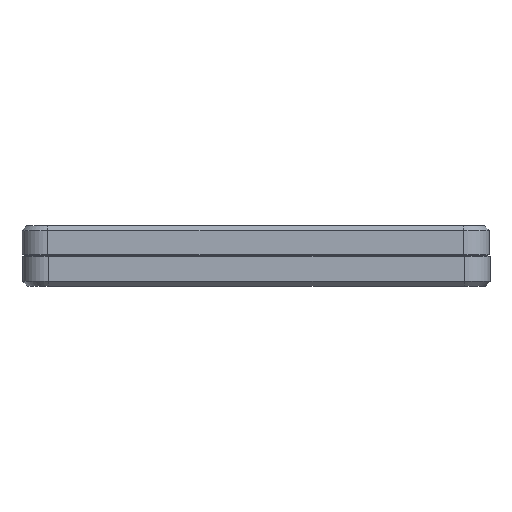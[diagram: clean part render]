
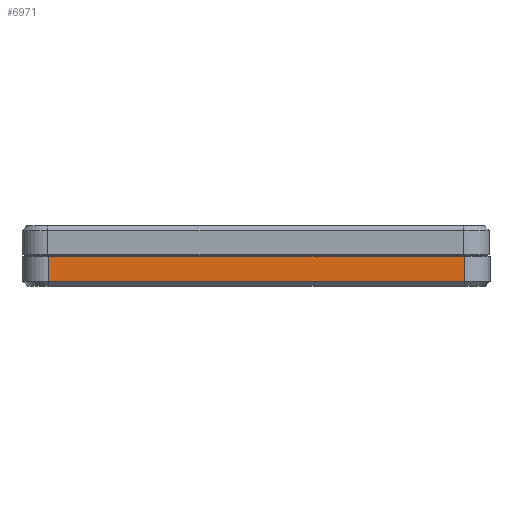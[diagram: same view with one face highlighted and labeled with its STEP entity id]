
A CAD part, front view. The second image highlights one B-rep face of the part: STEP entity #6971.
In plain terms, the highlighted planar face has unit normal (0, -1, 0).
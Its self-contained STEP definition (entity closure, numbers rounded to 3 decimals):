
#314=PLANE('',#7448);
#556=FACE_OUTER_BOUND('',#971,.T.);
#971=EDGE_LOOP('',(#4954,#4955,#4956,#4957));
#1657=LINE('',#10588,#2369);
#1692=LINE('',#10685,#2404);
#1693=LINE('',#10688,#2405);
#1694=LINE('',#10689,#2406);
#2369=VECTOR('',#8135,10.);
#2404=VECTOR('',#8228,10.);
#2405=VECTOR('',#8231,10.);
#2406=VECTOR('',#8232,10.);
#3103=VERTEX_POINT('',#10582);
#3104=VERTEX_POINT('',#10586);
#3137=VERTEX_POINT('',#10683);
#3138=VERTEX_POINT('',#10687);
#3784=EDGE_CURVE('',#3103,#3104,#1657,.T.);
#3831=EDGE_CURVE('',#3103,#3137,#1692,.T.);
#3832=EDGE_CURVE('',#3137,#3138,#1693,.T.);
#3833=EDGE_CURVE('',#3104,#3138,#1694,.T.);
#4954=ORIENTED_EDGE('',*,*,#3832,.T.);
#4955=ORIENTED_EDGE('',*,*,#3833,.F.);
#4956=ORIENTED_EDGE('',*,*,#3784,.F.);
#4957=ORIENTED_EDGE('',*,*,#3831,.T.);
#6971=ADVANCED_FACE('',(#556),#314,.T.);
#7448=AXIS2_PLACEMENT_3D('',#10686,#8229,#8230);
#8135=DIRECTION('',(-1.,0.,0.));
#8228=DIRECTION('',(0.,0.,1.));
#8229=DIRECTION('center_axis',(0.,-1.,0.));
#8230=DIRECTION('ref_axis',(1.,0.,0.));
#8231=DIRECTION('',(-1.,0.,0.));
#8232=DIRECTION('',(0.,0.,1.));
#10582=CARTESIAN_POINT('',(131.95,-47.221,-10.54));
#10586=CARTESIAN_POINT('',(45.95,-47.221,-10.54));
#10588=CARTESIAN_POINT('',(67.45,-47.221,-10.54));
#10683=CARTESIAN_POINT('',(131.95,-47.221,-5.3));
#10685=CARTESIAN_POINT('',(131.95,-47.221,-11.54));
#10686=CARTESIAN_POINT('Origin',(45.95,-47.221,-11.54));
#10687=CARTESIAN_POINT('',(45.95,-47.221,-5.3));
#10688=CARTESIAN_POINT('',(67.45,-47.221,-5.3));
#10689=CARTESIAN_POINT('',(45.95,-47.221,-11.54));
